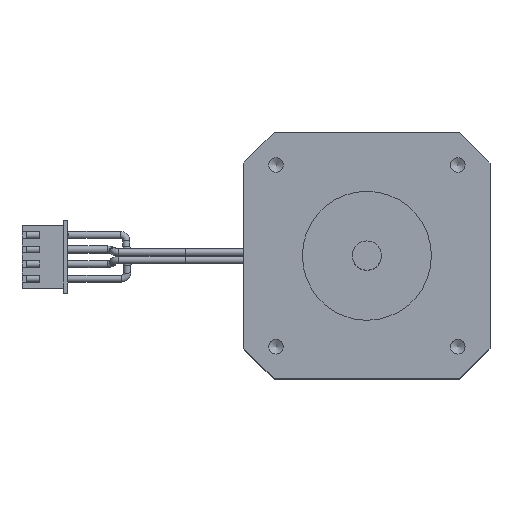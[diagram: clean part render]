
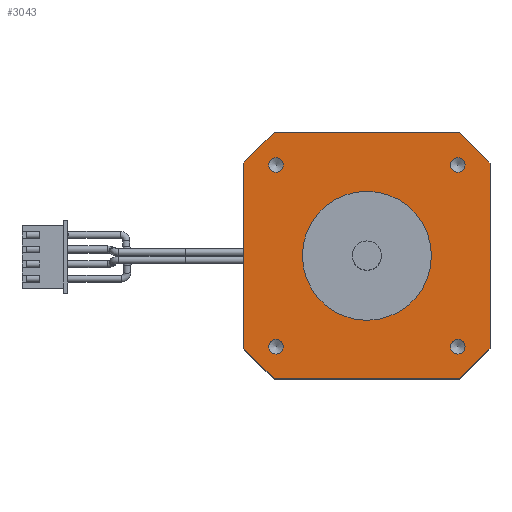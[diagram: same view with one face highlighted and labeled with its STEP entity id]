
A CAD part, top view. The second image highlights one B-rep face of the part: STEP entity #3043.
In plain terms, the highlighted planar face has unit normal (0, 0, 1).
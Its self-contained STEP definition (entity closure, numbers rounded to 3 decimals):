
#11 = DIRECTION ( 'NONE',  ( -0.707, -0.707, 0. ) ) ;
#23 = CARTESIAN_POINT ( 'NONE',  ( -21., 15.828, 33.5 ) ) ;
#37 = CIRCLE ( 'NONE', #6766, 1.25 ) ;
#83 = EDGE_CURVE ( 'NONE', #273, #6067, #467, .T. ) ;
#89 = CIRCLE ( 'NONE', #6790, 1.25 ) ;
#95 = VECTOR ( 'NONE', #6328, 1000. ) ;
#117 = VECTOR ( 'NONE', #6588, 1000. ) ;
#122 = LINE ( 'NONE', #6473, #117 ) ;
#157 = EDGE_CURVE ( 'NONE', #6067, #1229, #395, .T. ) ;
#172 = LINE ( 'NONE', #6339, #95 ) ;
#175 = VECTOR ( 'NONE', #6727, 1000. ) ;
#194 = LINE ( 'NONE', #4400, #175 ) ;
#202 = EDGE_CURVE ( 'NONE', #1229, #2844, #262, .T. ) ;
#217 = VECTOR ( 'NONE', #5767, 1000. ) ;
#239 = LINE ( 'NONE', #6183, #217 ) ;
#252 = EDGE_CURVE ( 'NONE', #2844, #2582, #239, .T. ) ;
#257 = VECTOR ( 'NONE', #6696, 1000. ) ;
#262 = LINE ( 'NONE', #988, #257 ) ;
#273 = VERTEX_POINT ( 'NONE', #5303 ) ;
#286 = DIRECTION ( 'NONE',  ( -1., 0., 0. ) ) ;
#298 = EDGE_CURVE ( 'NONE', #2582, #6215, #194, .T. ) ;
#322 = CARTESIAN_POINT ( 'NONE',  ( -15.828, 21., 33.5 ) ) ;
#327 = EDGE_CURVE ( 'NONE', #6215, #1836, #122, .T. ) ;
#364 = VECTOR ( 'NONE', #446, 1000. ) ;
#365 = EDGE_CURVE ( 'NONE', #1836, #864, #172, .T. ) ;
#391 = EDGE_CURVE ( 'NONE', #3163, #3163, #89, .T. ) ;
#395 = LINE ( 'NONE', #450, #364 ) ;
#416 = EDGE_CURVE ( 'NONE', #2952, #2952, #37, .T. ) ;
#428 = EDGE_CURVE ( 'NONE', #2944, #2944, #6796, .T. ) ;
#446 = DIRECTION ( 'NONE',  ( 0., -1., 0. ) ) ;
#448 = EDGE_CURVE ( 'NONE', #2934, #2934, #6782, .T. ) ;
#450 = CARTESIAN_POINT ( 'NONE',  ( -21., -15.828, 33.5 ) ) ;
#452 = VECTOR ( 'NONE', #11, 1000. ) ;
#467 = LINE ( 'NONE', #23, #452 ) ;
#613 = CARTESIAN_POINT ( 'NONE',  ( 21., -15.828, 33.5 ) ) ;
#864 = VERTEX_POINT ( 'NONE', #3803 ) ;
#988 = CARTESIAN_POINT ( 'NONE',  ( -15.828, -21., 33.5 ) ) ;
#1019 = CARTESIAN_POINT ( 'NONE',  ( -21., 15.828, 33.5 ) ) ;
#1229 = VERTEX_POINT ( 'NONE', #1509 ) ;
#1440 = FACE_OUTER_BOUND ( 'NONE', #2514, .T. ) ;
#1446 = FACE_BOUND ( 'NONE', #5064, .T. ) ;
#1455 = FACE_BOUND ( 'NONE', #2819, .T. ) ;
#1464 = FACE_BOUND ( 'NONE', #1850, .T. ) ;
#1483 = FACE_BOUND ( 'NONE', #5442, .T. ) ;
#1509 = CARTESIAN_POINT ( 'NONE',  ( -21., -15.828, 33.5 ) ) ;
#1747 = EDGE_CURVE ( 'NONE', #864, #273, #5326, .T. ) ;
#1836 = VERTEX_POINT ( 'NONE', #6096 ) ;
#1850 = EDGE_LOOP ( 'NONE', ( #4858 ) ) ;
#2177 = CARTESIAN_POINT ( 'NONE',  ( -14.25, -15.5, 33.5 ) ) ;
#2514 = EDGE_LOOP ( 'NONE', ( #4969, #5103, #5145, #6600, #6662, #5382, #5473, #5584 ) ) ;
#2570 = CARTESIAN_POINT ( 'NONE',  ( -14.25, 15.5, 33.5 ) ) ;
#2582 = VERTEX_POINT ( 'NONE', #4001 ) ;
#2698 = DIRECTION ( 'NONE',  ( -1., 0., 0. ) ) ;
#2711 = CARTESIAN_POINT ( 'NONE',  ( 21., 21., 33.5 ) ) ;
#2781 = PLANE ( 'NONE',  #4090 ) ;
#2805 = DIRECTION ( 'NONE',  ( 0., 0., -1. ) ) ;
#2819 = EDGE_LOOP ( 'NONE', ( #4505 ) ) ;
#2844 = VERTEX_POINT ( 'NONE', #2860 ) ;
#2860 = CARTESIAN_POINT ( 'NONE',  ( -15.828, -21., 33.5 ) ) ;
#2934 = VERTEX_POINT ( 'NONE', #2570 ) ;
#2944 = VERTEX_POINT ( 'NONE', #2177 ) ;
#2952 = VERTEX_POINT ( 'NONE', #3219 ) ;
#3043 = ADVANCED_FACE ( 'NONE', ( #1455, #1483, #1446, #1464, #1440 ), #2781, .F. ) ;
#3163 = VERTEX_POINT ( 'NONE', #3249 ) ;
#3219 = CARTESIAN_POINT ( 'NONE',  ( 16.75, 15.5, 33.5 ) ) ;
#3249 = CARTESIAN_POINT ( 'NONE',  ( 16.75, -15.5, 33.5 ) ) ;
#3803 = CARTESIAN_POINT ( 'NONE',  ( 15.828, 21., 33.5 ) ) ;
#4001 = CARTESIAN_POINT ( 'NONE',  ( 15.828, -21., 33.5 ) ) ;
#4090 = AXIS2_PLACEMENT_3D ( 'NONE', #2711, #2805, #2698 ) ;
#4400 = CARTESIAN_POINT ( 'NONE',  ( 21., -15.828, 33.5 ) ) ;
#4505 = ORIENTED_EDGE ( 'NONE', *, *, #391, .F. ) ;
#4621 = ORIENTED_EDGE ( 'NONE', *, *, #416, .F. ) ;
#4782 = ORIENTED_EDGE ( 'NONE', *, *, #428, .F. ) ;
#4858 = ORIENTED_EDGE ( 'NONE', *, *, #448, .F. ) ;
#4969 = ORIENTED_EDGE ( 'NONE', *, *, #1747, .T. ) ;
#5064 = EDGE_LOOP ( 'NONE', ( #4782 ) ) ;
#5103 = ORIENTED_EDGE ( 'NONE', *, *, #83, .T. ) ;
#5145 = ORIENTED_EDGE ( 'NONE', *, *, #157, .T. ) ;
#5303 = CARTESIAN_POINT ( 'NONE',  ( -15.828, 21., 33.5 ) ) ;
#5317 = VECTOR ( 'NONE', #286, 1000. ) ;
#5326 = LINE ( 'NONE', #322, #5317 ) ;
#5382 = ORIENTED_EDGE ( 'NONE', *, *, #298, .T. ) ;
#5442 = EDGE_LOOP ( 'NONE', ( #4621 ) ) ;
#5473 = ORIENTED_EDGE ( 'NONE', *, *, #327, .T. ) ;
#5584 = ORIENTED_EDGE ( 'NONE', *, *, #365, .T. ) ;
#5767 = DIRECTION ( 'NONE',  ( 1., 0., 0. ) ) ;
#5781 = DIRECTION ( 'NONE',  ( 1., 0., 0. ) ) ;
#5789 = DIRECTION ( 'NONE',  ( 0., 0., 1. ) ) ;
#5802 = CARTESIAN_POINT ( 'NONE',  ( -15.5, 15.5, 33.5 ) ) ;
#5871 = DIRECTION ( 'NONE',  ( 1., 0., 0. ) ) ;
#5877 = DIRECTION ( 'NONE',  ( 0., 0., 1. ) ) ;
#5902 = CARTESIAN_POINT ( 'NONE',  ( -15.5, -15.5, 33.5 ) ) ;
#5943 = DIRECTION ( 'NONE',  ( 1., 0., 0. ) ) ;
#5950 = DIRECTION ( 'NONE',  ( 0., 0., 1. ) ) ;
#5961 = CARTESIAN_POINT ( 'NONE',  ( 15.5, 15.5, 33.5 ) ) ;
#6067 = VERTEX_POINT ( 'NONE', #1019 ) ;
#6096 = CARTESIAN_POINT ( 'NONE',  ( 21., 15.828, 33.5 ) ) ;
#6158 = DIRECTION ( 'NONE',  ( 1., 0., 0. ) ) ;
#6168 = DIRECTION ( 'NONE',  ( 0., 0., 1. ) ) ;
#6176 = CARTESIAN_POINT ( 'NONE',  ( 15.5, -15.5, 33.5 ) ) ;
#6183 = CARTESIAN_POINT ( 'NONE',  ( 15.828, -21., 33.5 ) ) ;
#6215 = VERTEX_POINT ( 'NONE', #613 ) ;
#6328 = DIRECTION ( 'NONE',  ( -0.707, 0.707, 0. ) ) ;
#6339 = CARTESIAN_POINT ( 'NONE',  ( 15.828, 21., 33.5 ) ) ;
#6473 = CARTESIAN_POINT ( 'NONE',  ( 21., 15.828, 33.5 ) ) ;
#6588 = DIRECTION ( 'NONE',  ( 0., 1., 0. ) ) ;
#6600 = ORIENTED_EDGE ( 'NONE', *, *, #202, .T. ) ;
#6662 = ORIENTED_EDGE ( 'NONE', *, *, #252, .T. ) ;
#6696 = DIRECTION ( 'NONE',  ( 0.707, -0.707, 0. ) ) ;
#6723 = AXIS2_PLACEMENT_3D ( 'NONE', #5902, #5877, #5871 ) ;
#6727 = DIRECTION ( 'NONE',  ( 0.707, 0.707, 0. ) ) ;
#6756 = AXIS2_PLACEMENT_3D ( 'NONE', #5802, #5789, #5781 ) ;
#6766 = AXIS2_PLACEMENT_3D ( 'NONE', #5961, #5950, #5943 ) ;
#6782 = CIRCLE ( 'NONE', #6756, 1.25 ) ;
#6790 = AXIS2_PLACEMENT_3D ( 'NONE', #6176, #6168, #6158 ) ;
#6796 = CIRCLE ( 'NONE', #6723, 1.25 ) ;
